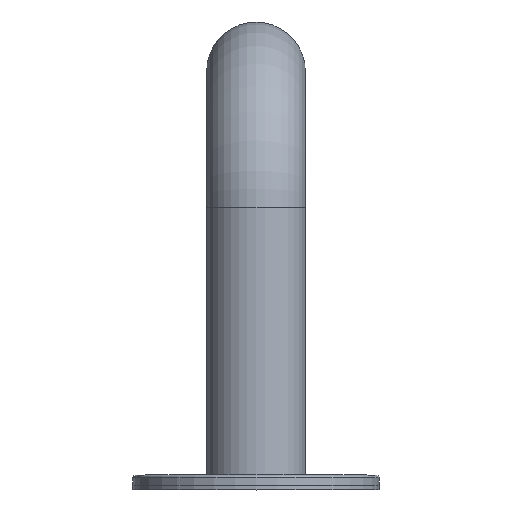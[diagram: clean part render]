
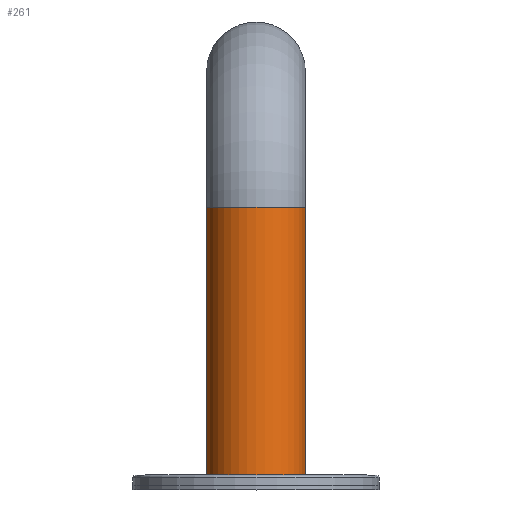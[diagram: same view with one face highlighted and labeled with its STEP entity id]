
A CAD part, top view. The second image highlights one B-rep face of the part: STEP entity #261.
In plain terms, the highlighted cylindrical face has radius 19.05 mm (diameter 38.1 mm), a full revolution.
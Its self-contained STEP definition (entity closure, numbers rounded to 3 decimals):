
#261=ADVANCED_FACE('',(#441,#443),#445,.T.);
#441=FACE_OUTER_BOUND('',#442,.T.);
#442=EDGE_LOOP('',(#584));
#443=FACE_OUTER_BOUND('',#444,.T.);
#444=EDGE_LOOP('',(#585));
#445=CYLINDRICAL_SURFACE('',#446,19.05);
#446=AXIS2_PLACEMENT_3D('',#447,#448,#449);
#447=CARTESIAN_POINT('',(0.,107.4,961.9));
#448=DIRECTION('',(-0.,1.,0.));
#449=DIRECTION('',(1.,0.,0.));
#584=ORIENTED_EDGE('',*,*,#624,.F.);
#585=ORIENTED_EDGE('',*,*,#622,.T.);
#622=EDGE_CURVE('',#651,#651,#652,.T.);
#624=EDGE_CURVE('',#655,#655,#656,.T.);
#651=VERTEX_POINT('',#715);
#652=CIRCLE('',#716,19.05);
#655=VERTEX_POINT('',#725);
#656=CIRCLE('',#726,19.05);
#715=CARTESIAN_POINT('',(19.05,0.,961.9));
#716=AXIS2_PLACEMENT_3D('',#717,#718,#719);
#717=CARTESIAN_POINT('',(0.,0.,961.9));
#718=DIRECTION('',(0.,1.,0.));
#719=DIRECTION('',(1.,0.,0.));
#725=CARTESIAN_POINT('',(19.05,107.4,961.9));
#726=AXIS2_PLACEMENT_3D('',#727,#728,#729);
#727=CARTESIAN_POINT('',(0.,107.4,961.9));
#728=DIRECTION('',(-0.,1.,0.));
#729=DIRECTION('',(1.,0.,0.));
